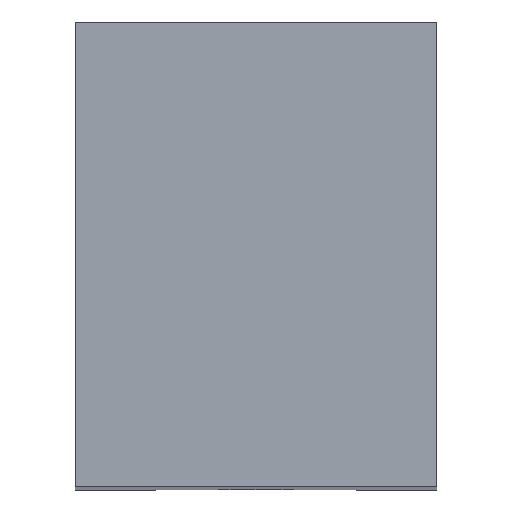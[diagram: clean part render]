
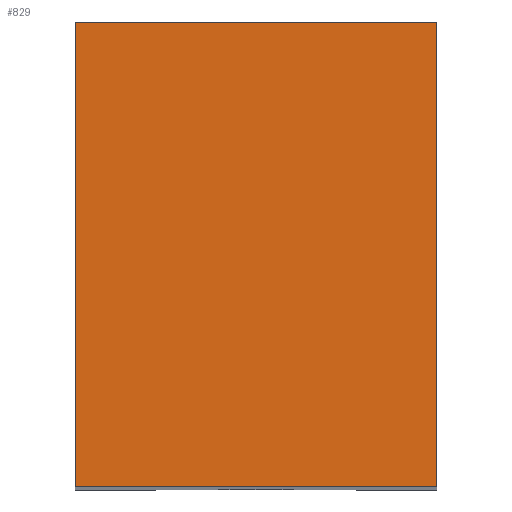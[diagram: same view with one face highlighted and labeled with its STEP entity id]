
A CAD part, top view. The second image highlights one B-rep face of the part: STEP entity #829.
In plain terms, the highlighted planar face has unit normal (0, 0, 1).
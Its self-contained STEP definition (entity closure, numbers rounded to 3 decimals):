
#169=DIRECTION('',(0.,-1.,0.));
#170=VECTOR('',#169,18.);
#171=CARTESIAN_POINT('',(-7.,18.,78.));
#172=LINE('',#171,#170);
#312=DIRECTION('',(0.,-1.,0.));
#313=VECTOR('',#312,18.);
#314=CARTESIAN_POINT('',(7.,18.,78.));
#315=LINE('',#314,#313);
#382=DIRECTION('',(1.,0.,0.));
#383=VECTOR('',#382,14.);
#384=CARTESIAN_POINT('',(-7.,0.,78.));
#385=LINE('',#384,#383);
#418=DIRECTION('',(1.,0.,0.));
#419=VECTOR('',#418,14.);
#420=CARTESIAN_POINT('',(-7.,18.,78.));
#421=LINE('',#420,#419);
#524=CARTESIAN_POINT('',(-7.,18.,78.));
#526=VERTEX_POINT('',#524);
#527=CARTESIAN_POINT('',(-7.,0.,78.));
#528=VERTEX_POINT('',#527);
#530=CARTESIAN_POINT('',(7.,18.,78.));
#532=VERTEX_POINT('',#530);
#533=CARTESIAN_POINT('',(7.,0.,78.));
#534=VERTEX_POINT('',#533);
#817=CARTESIAN_POINT('',(-7.,18.,78.));
#818=DIRECTION('',(0.,0.,1.));
#819=DIRECTION('',(0.,-1.,0.));
#820=AXIS2_PLACEMENT_3D('',#817,#818,#819);
#821=PLANE('',#820);
#822=ORIENTED_EDGE('',*,*,#606,.F.);
#824=ORIENTED_EDGE('',*,*,#823,.T.);
#825=ORIENTED_EDGE('',*,*,#716,.T.);
#826=ORIENTED_EDGE('',*,*,#803,.F.);
#827=EDGE_LOOP('',(#822,#824,#825,#826));
#828=FACE_OUTER_BOUND('',#827,.F.);
#829=ADVANCED_FACE('',(#828),#821,.T.);
#606=EDGE_CURVE('',#526,#528,#172,.T.);
#716=EDGE_CURVE('',#532,#534,#315,.T.);
#803=EDGE_CURVE('',#528,#534,#385,.T.);
#823=EDGE_CURVE('',#526,#532,#421,.T.);
